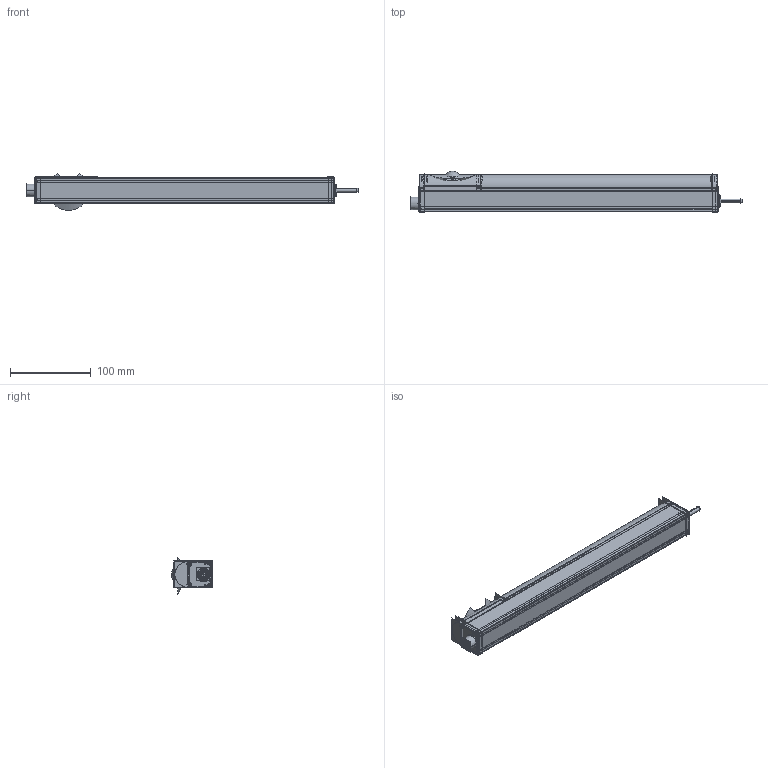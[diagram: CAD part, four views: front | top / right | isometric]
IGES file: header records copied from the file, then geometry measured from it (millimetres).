
Start section:  PTC IGES file: 190880.igs
Global section: file name: 190880.igs; native system: Creo Parametric by Parametric Technology Corporation; preprocessor: 2013230; author: pdmadmin; organization: Unknown; date: 20151202.124809; units: millimetre
Bounding box: 410.25 x 51.11 x 45.91 mm (x, y, z)
Volume: 118211.3 mm3; surface area: 833720 mm2
Topology: 22 solids, 22 shells, 3930 faces, 20865 edges, 26735 vertices
Faces by surface type: revolution 2094, bspline 1832, extrusion 4
